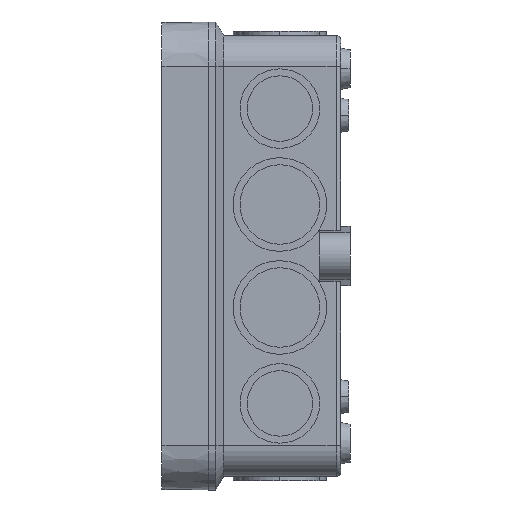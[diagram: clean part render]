
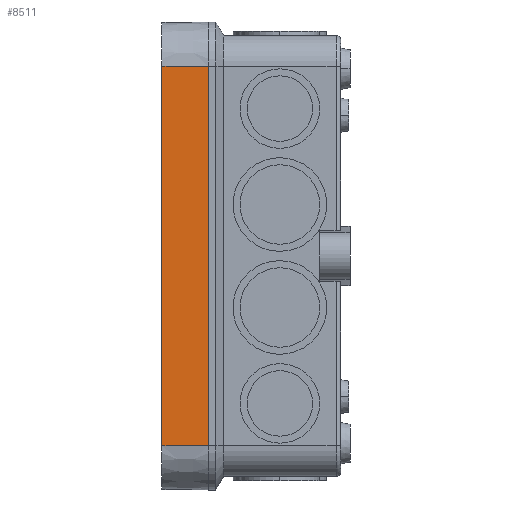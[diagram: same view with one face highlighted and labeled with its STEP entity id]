
A CAD part, left-side view. The second image highlights one B-rep face of the part: STEP entity #8511.
In plain terms, the highlighted face is planar.
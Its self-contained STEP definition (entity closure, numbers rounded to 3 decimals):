
#30 = LINE ( 'NONE', #1967, #10022 ) ;
#84 = VERTEX_POINT ( 'NONE', #7305 ) ;
#210 = EDGE_CURVE ( 'NONE', #84, #329, #30, .T. ) ;
#329 = VERTEX_POINT ( 'NONE', #5612 ) ;
#511 = PLANE ( 'NONE',  #10468 ) ;
#588 = VERTEX_POINT ( 'NONE', #5749 ) ;
#658 = CARTESIAN_POINT ( 'NONE',  ( 50., 0., 40.5 ) ) ;
#1457 = EDGE_LOOP ( 'NONE', ( #4623, #2959, #2740, #3897 ) ) ;
#1929 = VERTEX_POINT ( 'NONE', #7028 ) ;
#1967 = CARTESIAN_POINT ( 'NONE',  ( 50., 0., 40.5 ) ) ;
#2035 = LINE ( 'NONE', #4960, #8126 ) ;
#2320 = DIRECTION ( 'NONE',  ( 0.01, -1., 0. ) ) ;
#2740 = ORIENTED_EDGE ( 'NONE', *, *, #210, .T. ) ;
#2959 = ORIENTED_EDGE ( 'NONE', *, *, #5136, .T. ) ;
#3090 = EDGE_CURVE ( 'NONE', #1929, #588, #11051, .T. ) ;
#3897 = ORIENTED_EDGE ( 'NONE', *, *, #9638, .T. ) ;
#4063 = DIRECTION ( 'NONE',  ( 1., 0.01, 0. ) ) ;
#4623 = ORIENTED_EDGE ( 'NONE', *, *, #3090, .F. ) ;
#4778 = DIRECTION ( 'NONE',  ( 0., 0., -1. ) ) ;
#4960 = CARTESIAN_POINT ( 'NONE',  ( 49.901, 10., -40.5 ) ) ;
#5136 = EDGE_CURVE ( 'NONE', #1929, #84, #2035, .T. ) ;
#5612 = CARTESIAN_POINT ( 'NONE',  ( 50., 0., 40.5 ) ) ;
#5749 = CARTESIAN_POINT ( 'NONE',  ( 50., 0., -40.5 ) ) ;
#6048 = DIRECTION ( 'NONE',  ( 0.01, -1., 0. ) ) ;
#6566 = VECTOR ( 'NONE', #4778, 1000. ) ;
#7020 = FACE_OUTER_BOUND ( 'NONE', #1457, .T. ) ;
#7028 = CARTESIAN_POINT ( 'NONE',  ( 49.901, 10., -40.5 ) ) ;
#7305 = CARTESIAN_POINT ( 'NONE',  ( 49.901, 10., 40.5 ) ) ;
#7375 = VECTOR ( 'NONE', #2320, 1000. ) ;
#8126 = VECTOR ( 'NONE', #8411, 1000. ) ;
#8238 = CARTESIAN_POINT ( 'NONE',  ( 50., 0., 40.5 ) ) ;
#8411 = DIRECTION ( 'NONE',  ( 0., 0., 1. ) ) ;
#8511 = ADVANCED_FACE ( 'NONE', ( #7020 ), #511, .T. ) ;
#9638 = EDGE_CURVE ( 'NONE', #329, #588, #10368, .T. ) ;
#10022 = VECTOR ( 'NONE', #6048, 1000. ) ;
#10368 = LINE ( 'NONE', #8238, #6566 ) ;
#10468 = AXIS2_PLACEMENT_3D ( 'NONE', #658, #4063, #10956 ) ;
#10947 = CARTESIAN_POINT ( 'NONE',  ( 50., 0., -40.5 ) ) ;
#10956 = DIRECTION ( 'NONE',  ( -0.01, 1., 0. ) ) ;
#11051 = LINE ( 'NONE', #10947, #7375 ) ;
